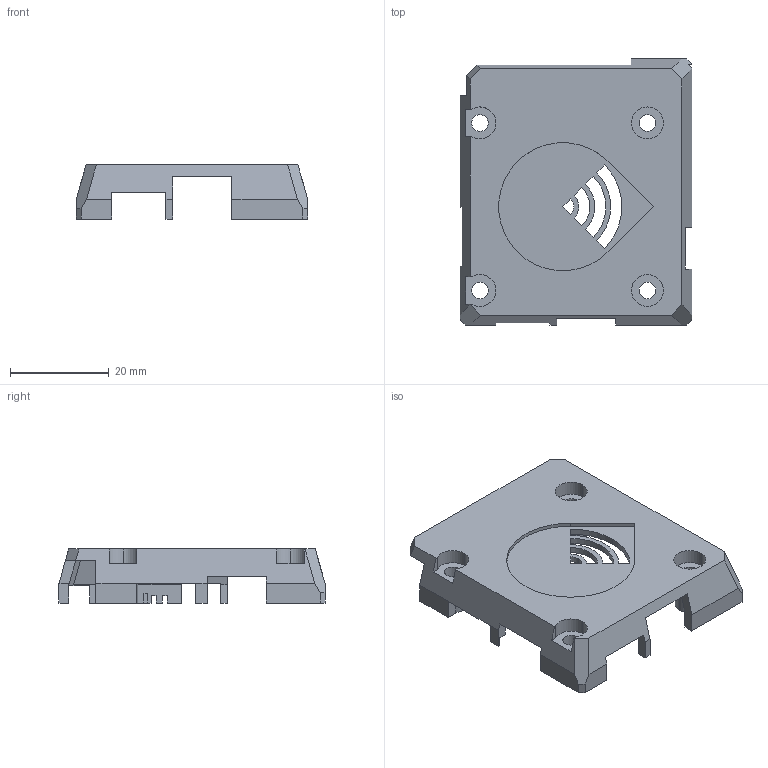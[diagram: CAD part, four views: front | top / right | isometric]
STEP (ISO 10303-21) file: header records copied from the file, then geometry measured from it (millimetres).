
FILE_DESCRIPTION (( 'STEP AP214' ), '1' );
FILE_NAME ('Duet ToolBoard Top - duet_tb_cover.STEP', '2021-08-15T09:26:15', ( '' ), ( '' ), 'SwSTEP 2.0', 'SolidWorks 2020', '' );
FILE_SCHEMA (( 'AUTOMOTIVE_DESIGN' ));
Length unit declared in the file: millimetre
Products named in the file (1): Duet ToolBoard Top - duet_tb_cover
Bounding box: 47 x 54 x 11 mm (x, y, z)
Volume: 6247.4 mm3; surface area: 7883.2 mm2
Topology: 1 solids, 1 shells, 214 faces, 610 edges, 404 vertices
Faces by surface type: plane 162, cylinder 48, bspline 4
Entity records: 7020 total; most frequent: CARTESIAN_POINT 1328, ORIENTED_EDGE 1220, DIRECTION 1117, EDGE_CURVE 610, VECTOR 499, LINE 499, VERTEX_POINT 404, AXIS2_PLACEMENT_3D 309
